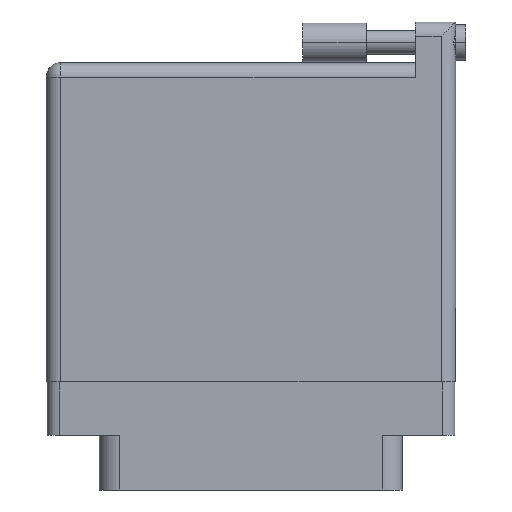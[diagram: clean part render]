
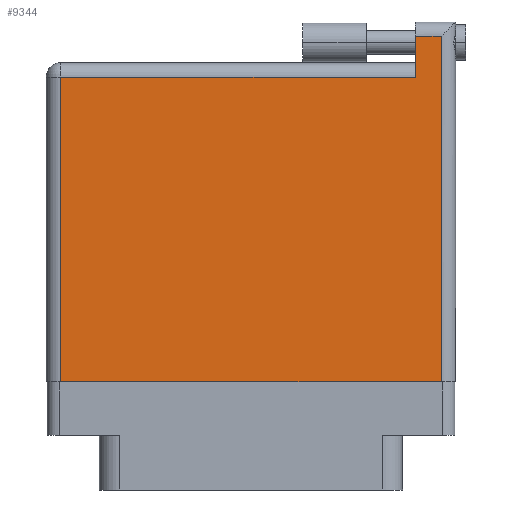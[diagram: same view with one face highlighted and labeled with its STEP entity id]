
A CAD part, front view. The second image highlights one B-rep face of the part: STEP entity #9344.
In plain terms, the highlighted face is planar.
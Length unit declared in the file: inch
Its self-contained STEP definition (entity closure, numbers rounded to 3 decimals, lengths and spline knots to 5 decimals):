
#222 = VECTOR ( 'NONE', #23193, 39.37008 ) ;
#357 = DIRECTION ( 'NONE',  ( 0., 1., 0. ) ) ;
#615 = LINE ( 'NONE', #27288, #18878 ) ;
#2470 = ORIENTED_EDGE ( 'NONE', *, *, #29133, .T. ) ;
#2688 = VECTOR ( 'NONE', #17477, 39.37008 ) ;
#3286 = EDGE_LOOP ( 'NONE', ( #30409, #21875, #12484, #2470, #21931, #23261 ) ) ;
#3353 = VECTOR ( 'NONE', #357, 39.37008 ) ;
#3606 = CARTESIAN_POINT ( 'NONE',  ( 1.811, 1.696, 0. ) ) ;
#3706 = CARTESIAN_POINT ( 'NONE',  ( 0.07, 1.496, 0. ) ) ;
#4040 = VERTEX_POINT ( 'NONE', #3606 ) ;
#4420 = CARTESIAN_POINT ( 'NONE',  ( 1.811, 1.766, 0. ) ) ;
#4738 = VECTOR ( 'NONE', #29209, 39.37008 ) ;
#5025 = CARTESIAN_POINT ( 'NONE',  ( 1.938, 1.766, 0. ) ) ;
#5683 = DIRECTION ( 'NONE',  ( -1., 0., 0. ) ) ;
#6158 = EDGE_CURVE ( 'NONE', #11855, #12853, #14594, .T. ) ;
#6678 = CARTESIAN_POINT ( 'NONE',  ( 1.938, 1.696, 0. ) ) ;
#8669 = EDGE_CURVE ( 'NONE', #12853, #26310, #23806, .T. ) ;
#9344 = ADVANCED_FACE ( 'NONE', ( #21888 ), #25210, .F. ) ;
#9961 = CARTESIAN_POINT ( 'NONE',  ( 0., 1.496, 0. ) ) ;
#10130 = EDGE_CURVE ( 'NONE', #20770, #4040, #19984, .T. ) ;
#11300 = DIRECTION ( 'NONE',  ( 0., -1., 0. ) ) ;
#11855 = VERTEX_POINT ( 'NONE', #18267 ) ;
#12145 = VECTOR ( 'NONE', #11300, 39.37008 ) ;
#12187 = DIRECTION ( 'NONE',  ( 1., 0., 0. ) ) ;
#12484 = ORIENTED_EDGE ( 'NONE', *, *, #10130, .T. ) ;
#12547 = LINE ( 'NONE', #4420, #12145 ) ;
#12853 = VERTEX_POINT ( 'NONE', #3706 ) ;
#13367 = EDGE_CURVE ( 'NONE', #26310, #25969, #615, .T. ) ;
#14594 = LINE ( 'NONE', #9961, #2688 ) ;
#16166 = CARTESIAN_POINT ( 'NONE',  ( 1.938, 0., 0. ) ) ;
#16411 = AXIS2_PLACEMENT_3D ( 'NONE', #22724, #29876, #5683 ) ;
#17477 = DIRECTION ( 'NONE',  ( -1., 0., 0. ) ) ;
#17903 = LINE ( 'NONE', #5025, #3353 ) ;
#18267 = CARTESIAN_POINT ( 'NONE',  ( 1.811, 1.496, 0. ) ) ;
#18878 = VECTOR ( 'NONE', #12187, 39.37008 ) ;
#19525 = CARTESIAN_POINT ( 'NONE',  ( 0.07, 0., 0. ) ) ;
#19984 = LINE ( 'NONE', #20694, #222 ) ;
#20029 = CARTESIAN_POINT ( 'NONE',  ( 0.07, 0., 0. ) ) ;
#20382 = EDGE_CURVE ( 'NONE', #25969, #20770, #17903, .T. ) ;
#20694 = CARTESIAN_POINT ( 'NONE',  ( 0., 1.696, 0. ) ) ;
#20770 = VERTEX_POINT ( 'NONE', #6678 ) ;
#21875 = ORIENTED_EDGE ( 'NONE', *, *, #20382, .T. ) ;
#21888 = FACE_OUTER_BOUND ( 'NONE', #3286, .T. ) ;
#21931 = ORIENTED_EDGE ( 'NONE', *, *, #6158, .T. ) ;
#22724 = CARTESIAN_POINT ( 'NONE',  ( 0., 1.566, 0. ) ) ;
#23193 = DIRECTION ( 'NONE',  ( -1., 0., 0. ) ) ;
#23261 = ORIENTED_EDGE ( 'NONE', *, *, #8669, .T. ) ;
#23806 = LINE ( 'NONE', #19525, #4738 ) ;
#25210 = PLANE ( 'NONE',  #16411 ) ;
#25969 = VERTEX_POINT ( 'NONE', #16166 ) ;
#26310 = VERTEX_POINT ( 'NONE', #20029 ) ;
#27288 = CARTESIAN_POINT ( 'NONE',  ( 0., 0., 0. ) ) ;
#29133 = EDGE_CURVE ( 'NONE', #4040, #11855, #12547, .T. ) ;
#29209 = DIRECTION ( 'NONE',  ( 0., -1., 0. ) ) ;
#29876 = DIRECTION ( 'NONE',  ( 0., 0., -1. ) ) ;
#30409 = ORIENTED_EDGE ( 'NONE', *, *, #13367, .T. ) ;
